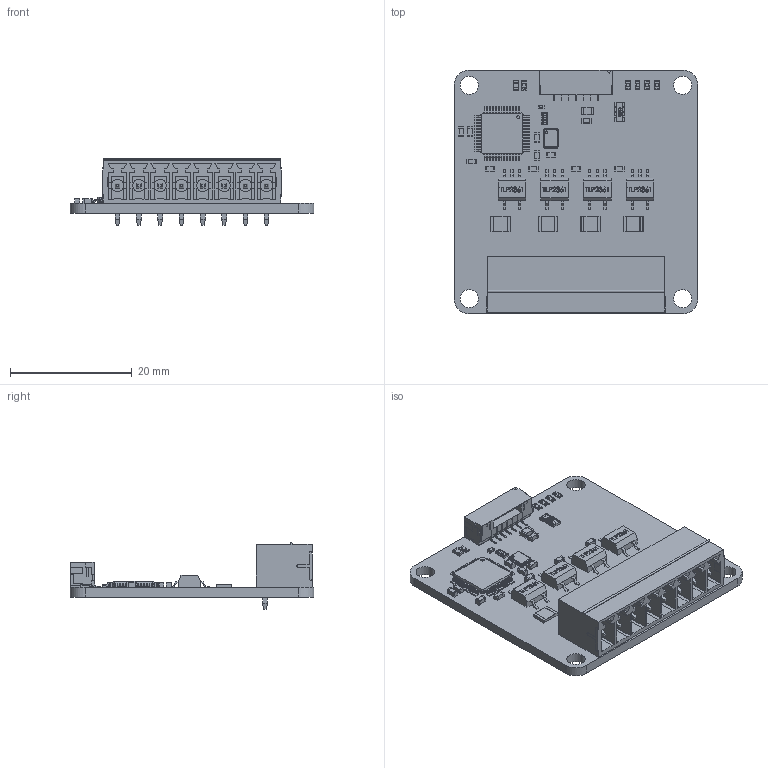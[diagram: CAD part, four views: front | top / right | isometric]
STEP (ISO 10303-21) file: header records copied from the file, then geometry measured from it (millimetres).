
FILE_DESCRIPTION(('FreeCAD Model'),'2;1');
FILE_NAME('industrial-counter-bricklet.step','2018-04-16T16:04:03',('kicad StepUp'),('ksu MCAD'), 'Open CASCADE STEP processor 6.8','FreeCAD','Unknown');
FILE_SCHEMA(('AUTOMOTIVE_DESIGN_CC2 { 1 2 10303 214 -1 1 5 4 }'));
Length unit declared in the file: millimetre
Products named in the file (34): Pcb; C_0603_; BrickletConn_7pin_; 3225_; C_0402_; C_0603_001; C_0603_002; C_0603_003; C_0603_004; C_0603_005; C_0603_006; C_0603_007; C_0603_008; C_0603_009; C_0603_010; D_0603_blue_; D_0603_blue_001; D_0603_blue_002; D_0603_blue_003; D_0603_blue_004; 8er_Phoenix_Buchse_; R_1210_; R_1210_001; R_1210_002; R_1210_003; R_4x0603_; lqfp48_7x7_p05_; R_0603_; Cut_; C_0805_; SO-5_; SO-5_001; SO-5_002; SO-5_003
Bounding box: 40 x 40 x 10.9 mm (x, y, z)
Volume: 3692.4 mm3; surface area: 7485.4 mm2
Topology: 47 solids, 47 shells, 3592 faces, 9814 edges, 6408 vertices
Faces by surface type: plane 2665, cylinder 557, bspline 370
Full cylindrical faces by diameter (mm): 0.5 x1, 1.4 x8, 2 x8, 3 x4
Entity records: 145352 total; most frequent: CARTESIAN_POINT 30353, ORIENTED_EDGE 19628, DIRECTION 16746, EDGE_CURVE 9814, LINE 8064, VECTOR 8064, VERTEX_POINT 6408, AXIS2_PLACEMENT_3D 4341
